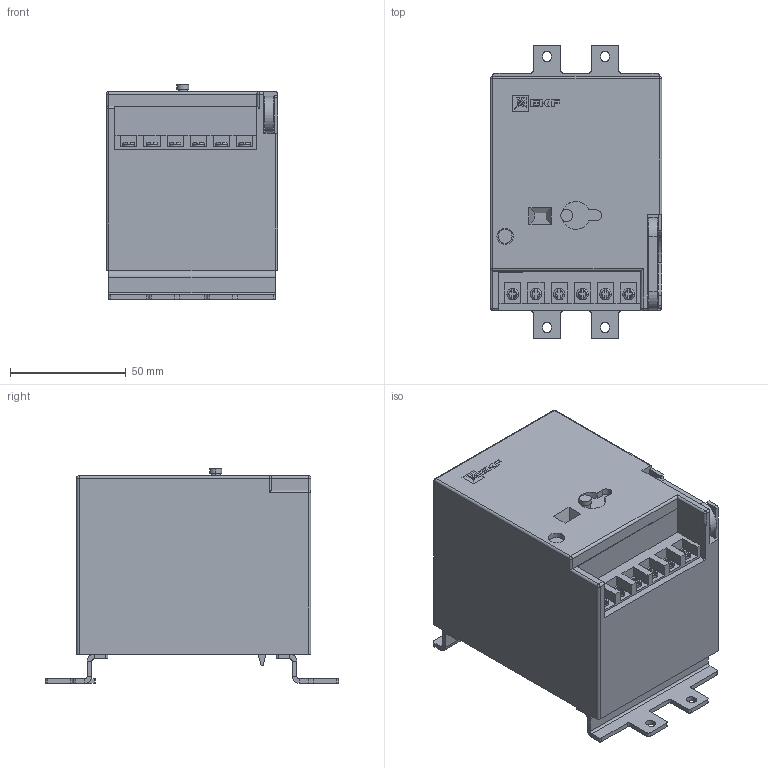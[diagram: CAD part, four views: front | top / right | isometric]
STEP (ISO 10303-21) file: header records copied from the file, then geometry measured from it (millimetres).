
FILE_DESCRIPTION (( 'STEP AP214' ), '1' );
FILE_NAME ('mccb99m-a-142 Ìîòîðíûé ïðèâîä ê ÂÀ-99Ì_63.STEP', '2020-05-27T06:13:33', ( '' ), ( '' ), 'SwSTEP 2.0', 'SolidWorks 2019', '' );
FILE_SCHEMA (( 'AUTOMOTIVE_DESIGN' ));
Length unit declared in the file: millimetre
Products named in the file (8): Ìîòîðíûé ïðèâîä ê ÂÀ-99Ì_63; ﾘ琺矜 65ﾃ 019 ﾃﾎﾑﾒ 6402-70_3; mccb99m-a-142 Ìîòîðíûé ïðèâîä ê ÂÀ-99Ì_63; 襟俶.745412.003 扰鍙欙樥燲00; ﾘ琺矜 01.019 ﾃﾎﾑﾒ11371-78_3; 襟俶.745412.004 扰鍙欙樥燲00; Âèíò Ì3 ÃÎÑÒ17475-78_3å16; Ãàéêà ÃÎÑÒ 5915-70_3.6G.5
Assembly tree (19 placements, depth 2):
  mccb99m-a-142 Ìîòîðíûé ïðèâîä ê ÂÀ-99Ì_63
    Ìîòîðíûé ïðèâîä ê ÂÀ-99Ì_63
    襟俶.745412.003 扰鍙欙樥燲00
    襟俶.745412.004 扰鍙欙樥燲00
    Âèíò Ì3 ÃÎÑÒ17475-78_3å16  x4
    Ãàéêà ÃÎÑÒ 5915-70_3.6G.5  x4
    ﾘ琺矜 01.019 ﾃﾎﾑﾒ11371-78_3  x4
    ﾘ琺矜 65ﾃ 019 ﾃﾎﾑﾒ 6402-70_3  x4
Bounding box: 74 x 126.5 x 92.5 mm (x, y, z)
Volume: 552502.7 mm3; surface area: 57029.4 mm2
Topology: 20 solids, 20 shells, 653 faces, 1699 edges, 1102 vertices
Faces by surface type: plane 362, cylinder 196, cone 68, torus 18, sphere 5, bspline 4
Entity records: 16946 total; most frequent: CARTESIAN_POINT 3480, ORIENTED_EDGE 2728, DIRECTION 2692, EDGE_CURVE 1364, AXIS2_PLACEMENT_3D 915, VERTEX_POINT 895, VECTOR 862, LINE 862
